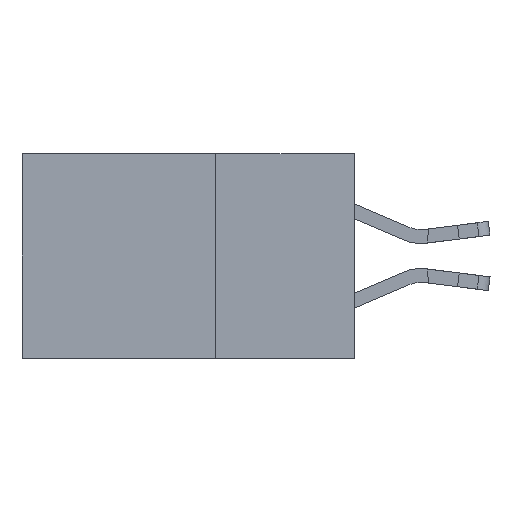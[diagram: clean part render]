
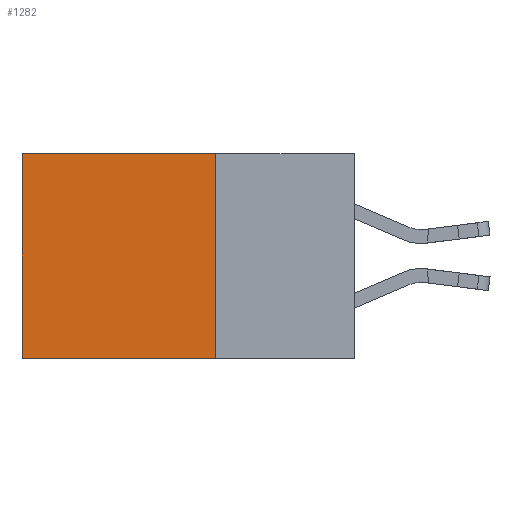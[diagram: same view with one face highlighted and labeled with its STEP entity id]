
A CAD part, left-side view. The second image highlights one B-rep face of the part: STEP entity #1282.
In plain terms, the highlighted planar face has unit normal (-1, 0, 0).
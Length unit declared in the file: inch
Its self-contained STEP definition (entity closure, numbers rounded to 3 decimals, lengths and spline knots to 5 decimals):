
#313 = PLANE ( 'NONE',  #18468 ) ;
#365 = LINE ( 'NONE', #7049, #18704 ) ;
#1282 = ADVANCED_FACE ( 'NONE', ( #12216 ), #313, .F. ) ;
#1563 = EDGE_CURVE ( 'NONE', #7362, #6646, #3557, .T. ) ;
#1610 = CARTESIAN_POINT ( 'NONE',  ( 0.298, 0.25, -0.37 ) ) ;
#2402 = CARTESIAN_POINT ( 'NONE',  ( 0.298, 0.25, 0. ) ) ;
#2479 = ORIENTED_EDGE ( 'NONE', *, *, #13191, .T. ) ;
#3557 = LINE ( 'NONE', #9812, #11245 ) ;
#4482 = DIRECTION ( 'NONE',  ( 0., 1., 0. ) ) ;
#5280 = VECTOR ( 'NONE', #18908, 39.37008 ) ;
#5778 = DIRECTION ( 'NONE',  ( 0., 1., 0. ) ) ;
#6646 = VERTEX_POINT ( 'NONE', #17543 ) ;
#7049 = CARTESIAN_POINT ( 'NONE',  ( 0.298, 0.25, 0. ) ) ;
#7074 = LINE ( 'NONE', #1610, #17301 ) ;
#7362 = VERTEX_POINT ( 'NONE', #2402 ) ;
#7888 = VERTEX_POINT ( 'NONE', #11518 ) ;
#8266 = DIRECTION ( 'NONE',  ( 0., 0., -1. ) ) ;
#8754 = EDGE_CURVE ( 'NONE', #6646, #17299, #7074, .T. ) ;
#9207 = LINE ( 'NONE', #9868, #5280 ) ;
#9238 = DIRECTION ( 'NONE',  ( 1., 0., 0. ) ) ;
#9812 = CARTESIAN_POINT ( 'NONE',  ( 0.298, 0.25, 0. ) ) ;
#9868 = CARTESIAN_POINT ( 'NONE',  ( 0.298, 0.6, 0. ) ) ;
#10744 = DIRECTION ( 'NONE',  ( 0., 0., -1. ) ) ;
#11222 = ORIENTED_EDGE ( 'NONE', *, *, #14299, .T. ) ;
#11245 = VECTOR ( 'NONE', #8266, 39.37008 ) ;
#11518 = CARTESIAN_POINT ( 'NONE',  ( 0.298, 0.6, 0. ) ) ;
#11989 = ORIENTED_EDGE ( 'NONE', *, *, #1563, .F. ) ;
#12216 = FACE_OUTER_BOUND ( 'NONE', #13442, .T. ) ;
#13191 = EDGE_CURVE ( 'NONE', #7888, #17299, #9207, .T. ) ;
#13442 = EDGE_LOOP ( 'NONE', ( #2479, #17324, #11989, #11222 ) ) ;
#13702 = CARTESIAN_POINT ( 'NONE',  ( 0.298, 0.25, 0. ) ) ;
#14299 = EDGE_CURVE ( 'NONE', #7362, #7888, #365, .T. ) ;
#16317 = CARTESIAN_POINT ( 'NONE',  ( 0.298, 0.6, -0.37 ) ) ;
#17299 = VERTEX_POINT ( 'NONE', #16317 ) ;
#17301 = VECTOR ( 'NONE', #5778, 39.37008 ) ;
#17324 = ORIENTED_EDGE ( 'NONE', *, *, #8754, .F. ) ;
#17543 = CARTESIAN_POINT ( 'NONE',  ( 0.298, 0.25, -0.37 ) ) ;
#18468 = AXIS2_PLACEMENT_3D ( 'NONE', #13702, #9238, #10744 ) ;
#18704 = VECTOR ( 'NONE', #4482, 39.37008 ) ;
#18908 = DIRECTION ( 'NONE',  ( 0., 0., -1. ) ) ;
